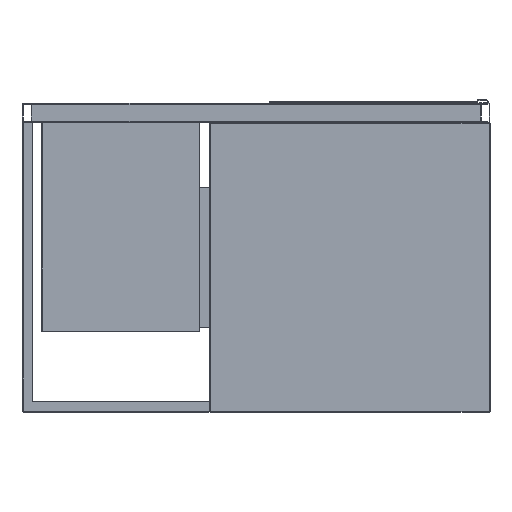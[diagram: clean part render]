
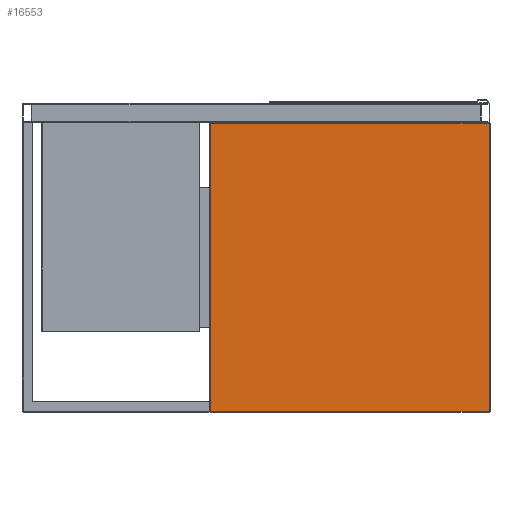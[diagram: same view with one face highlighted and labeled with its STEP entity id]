
A CAD part, front view. The second image highlights one B-rep face of the part: STEP entity #16553.
In plain terms, the highlighted planar face has unit normal (0, -1, 0).
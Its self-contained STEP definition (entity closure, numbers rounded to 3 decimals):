
#483 = DIRECTION ( 'NONE',  ( -1., 0., 0. ) ) ;
#2405 = CARTESIAN_POINT ( 'NONE',  ( -300., -380., -660. ) ) ;
#5250 = LINE ( 'NONE', #15274, #18548 ) ;
#6160 = CARTESIAN_POINT ( 'NONE',  ( 298., -380., -42. ) ) ;
#6354 = CARTESIAN_POINT ( 'NONE',  ( -298., -380., -658. ) ) ;
#7085 = CARTESIAN_POINT ( 'NONE',  ( 298., -380., -660. ) ) ;
#7658 = PLANE ( 'NONE',  #14416 ) ;
#7864 = VERTEX_POINT ( 'NONE', #6354 ) ;
#7985 = FACE_OUTER_BOUND ( 'NONE', #9222, .T. ) ;
#9222 = EDGE_LOOP ( 'NONE', ( #23490, #26879, #18966, #24760 ) ) ;
#9557 = LINE ( 'NONE', #7085, #15747 ) ;
#9809 = LINE ( 'NONE', #12432, #12897 ) ;
#12159 = LINE ( 'NONE', #27328, #17649 ) ;
#12432 = CARTESIAN_POINT ( 'NONE',  ( -300., -380., -658. ) ) ;
#12460 = CARTESIAN_POINT ( 'NONE',  ( -298., -380., -42. ) ) ;
#12897 = VECTOR ( 'NONE', #17026, 1000. ) ;
#14416 = AXIS2_PLACEMENT_3D ( 'NONE', #2405, #27590, #15058 ) ;
#15058 = DIRECTION ( 'NONE',  ( 0., 0., -1. ) ) ;
#15274 = CARTESIAN_POINT ( 'NONE',  ( -300., -380., -42. ) ) ;
#15747 = VECTOR ( 'NONE', #17117, 1000. ) ;
#16553 = ADVANCED_FACE ( 'Fl�che8', ( #7985 ), #7658, .T. ) ;
#17026 = DIRECTION ( 'NONE',  ( 1., 0., 0. ) ) ;
#17117 = DIRECTION ( 'NONE',  ( 0., 0., 1. ) ) ;
#17455 = EDGE_CURVE ( 'NONE', #22479, #24854, #5250, .T. ) ;
#17649 = VECTOR ( 'NONE', #22192, 1000. ) ;
#18548 = VECTOR ( 'NONE', #483, 1000. ) ;
#18966 = ORIENTED_EDGE ( 'NONE', *, *, #23356, .T. ) ;
#19174 = EDGE_CURVE ( 'NONE', #24854, #7864, #12159, .T. ) ;
#20064 = CARTESIAN_POINT ( 'NONE',  ( 298., -380., -658. ) ) ;
#22192 = DIRECTION ( 'NONE',  ( 0., 0., -1. ) ) ;
#22479 = VERTEX_POINT ( 'NONE', #6160 ) ;
#23141 = VERTEX_POINT ( 'NONE', #20064 ) ;
#23356 = EDGE_CURVE ( 'NONE', #7864, #23141, #9809, .T. ) ;
#23490 = ORIENTED_EDGE ( 'NONE', *, *, #17455, .T. ) ;
#24760 = ORIENTED_EDGE ( 'NONE', *, *, #31847, .T. ) ;
#24854 = VERTEX_POINT ( 'NONE', #12460 ) ;
#26879 = ORIENTED_EDGE ( 'NONE', *, *, #19174, .T. ) ;
#27328 = CARTESIAN_POINT ( 'NONE',  ( -298., -380., -660. ) ) ;
#27590 = DIRECTION ( 'NONE',  ( 0., -1., 0. ) ) ;
#31847 = EDGE_CURVE ( 'NONE', #23141, #22479, #9557, .T. ) ;
